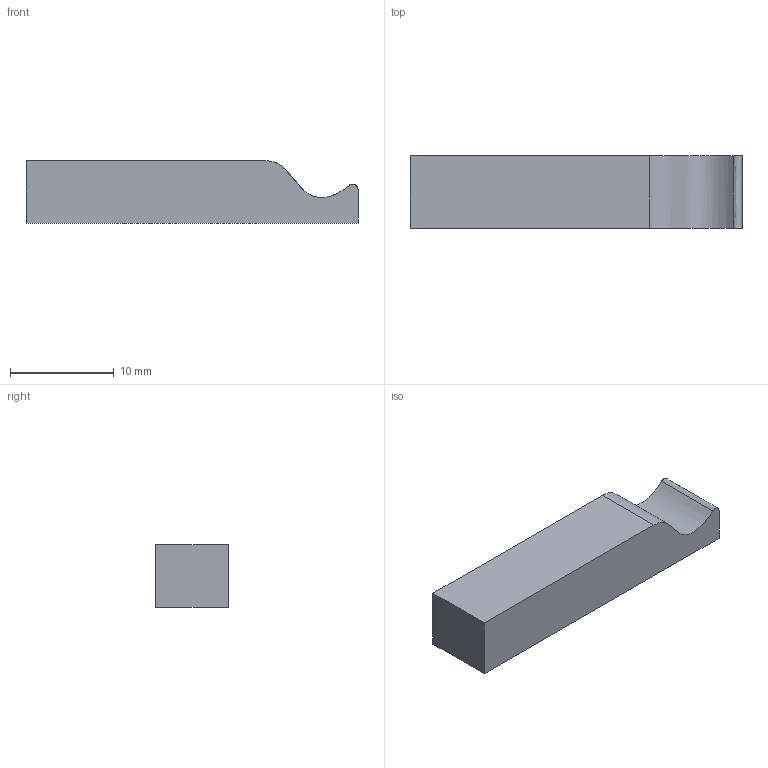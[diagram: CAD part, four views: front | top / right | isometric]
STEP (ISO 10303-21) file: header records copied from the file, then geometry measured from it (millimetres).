
FILE_DESCRIPTION(/* description */ (''),/* implementation_level */ '2;1');
FILE_NAME(/* name */ 'syringe_puller_v1.step',/* time_stamp */ '2023-08-31T11:34:20-07:00',/* author */ (''),/* organization */ (''),/* preprocessor_version */ 'ST-DEVELOPER v20',/* originating_system */ 'Autodesk Translation Framework v12.9.0.99',/* authorisation */ '');
FILE_SCHEMA (('AUTOMOTIVE_DESIGN { 1 0 10303 214 3 1 1 }'));
Length unit declared in the file: millimetre
Products named in the file (1): syringe_puller
Bounding box: 32 x 7 x 6 mm (x, y, z)
Volume: 1205.7 mm3; surface area: 871.1 mm2
Topology: 1 solids, 1 shells, 8 faces, 18 edges, 12 vertices
Faces by surface type: plane 6, bspline 2
Entity records: 348 total; most frequent: CARTESIAN_POINT 153, ORIENTED_EDGE 36, DIRECTION 26, EDGE_CURVE 18, LINE 12, VECTOR 12, VERTEX_POINT 12, FACE_OUTER_BOUND 8
